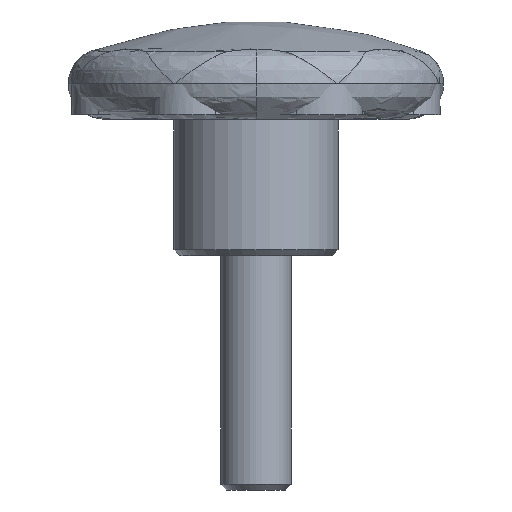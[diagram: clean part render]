
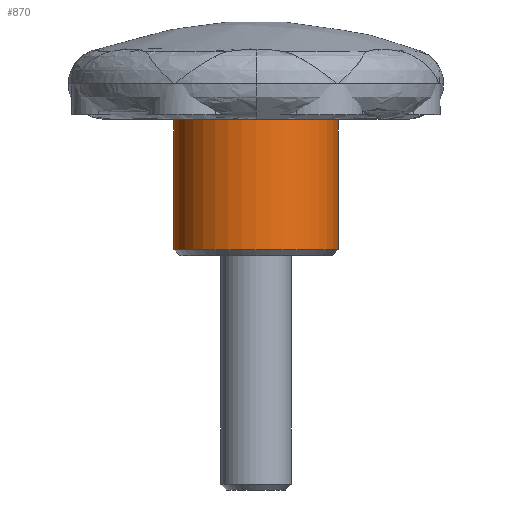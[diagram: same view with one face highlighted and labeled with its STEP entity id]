
A CAD part, front view. The second image highlights one B-rep face of the part: STEP entity #870.
In plain terms, the highlighted cylindrical face has radius 7 mm (diameter 14 mm), a partial arc.
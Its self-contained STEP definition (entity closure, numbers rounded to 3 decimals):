
#110 = DIRECTION ( 'NONE',  ( 0., 0., -1. ) ) ;
#175 = CYLINDRICAL_SURFACE ( 'NONE', #534, 7. ) ;
#418 = CARTESIAN_POINT ( 'NONE',  ( 7., 0., 12. ) ) ;
#420 = DIRECTION ( 'NONE',  ( 0., 0., 1. ) ) ;
#534 = AXIS2_PLACEMENT_3D ( 'NONE', #1677, #2071, #2106 ) ;
#670 = DIRECTION ( 'NONE',  ( -1., 0., 0. ) ) ;
#677 = ORIENTED_EDGE ( 'NONE', *, *, #1041, .F. ) ;
#726 = CARTESIAN_POINT ( 'NONE',  ( 7., 0., 0.5 ) ) ;
#870 = ADVANCED_FACE ( 'NONE', ( #2622 ), #175, .T. ) ;
#915 = VERTEX_POINT ( 'NONE', #1501 ) ;
#918 = VERTEX_POINT ( 'NONE', #418 ) ;
#1041 = EDGE_CURVE ( 'NONE', #2542, #918, #1730, .T. ) ;
#1146 = ORIENTED_EDGE ( 'NONE', *, *, #1602, .F. ) ;
#1167 = CIRCLE ( 'NONE', #2099, 7. ) ;
#1189 = VERTEX_POINT ( 'NONE', #726 ) ;
#1258 = CARTESIAN_POINT ( 'NONE',  ( 0., 0., 12. ) ) ;
#1267 = LINE ( 'NONE', #1372, #2143 ) ;
#1372 = CARTESIAN_POINT ( 'NONE',  ( 7., 0., 22. ) ) ;
#1419 = CARTESIAN_POINT ( 'NONE',  ( -7., 0., 22. ) ) ;
#1501 = CARTESIAN_POINT ( 'NONE',  ( -7., 0., 0.5 ) ) ;
#1531 = LINE ( 'NONE', #1419, #1863 ) ;
#1557 = CARTESIAN_POINT ( 'NONE',  ( -7., 0., 12. ) ) ;
#1602 = EDGE_CURVE ( 'NONE', #918, #1189, #1267, .T. ) ;
#1649 = CARTESIAN_POINT ( 'NONE',  ( 0., 0., 0.5 ) ) ;
#1654 = DIRECTION ( 'NONE',  ( -1., 0., 0. ) ) ;
#1677 = CARTESIAN_POINT ( 'NONE',  ( 0., 0., 22. ) ) ;
#1730 = CIRCLE ( 'NONE', #2005, 7. ) ;
#1819 = EDGE_LOOP ( 'NONE', ( #1146, #677, #2342, #2176 ) ) ;
#1863 = VECTOR ( 'NONE', #2485, 1000. ) ;
#1967 = EDGE_CURVE ( 'NONE', #915, #1189, #1167, .T. ) ;
#2005 = AXIS2_PLACEMENT_3D ( 'NONE', #1258, #420, #670 ) ;
#2071 = DIRECTION ( 'NONE',  ( 0., 0., -1. ) ) ;
#2099 = AXIS2_PLACEMENT_3D ( 'NONE', #1649, #2272, #1654 ) ;
#2106 = DIRECTION ( 'NONE',  ( -1., 0., 0. ) ) ;
#2143 = VECTOR ( 'NONE', #110, 1000. ) ;
#2176 = ORIENTED_EDGE ( 'NONE', *, *, #1967, .T. ) ;
#2272 = DIRECTION ( 'NONE',  ( 0., 0., 1. ) ) ;
#2342 = ORIENTED_EDGE ( 'NONE', *, *, #2372, .T. ) ;
#2372 = EDGE_CURVE ( 'NONE', #2542, #915, #1531, .T. ) ;
#2485 = DIRECTION ( 'NONE',  ( 0., 0., -1. ) ) ;
#2542 = VERTEX_POINT ( 'NONE', #1557 ) ;
#2622 = FACE_OUTER_BOUND ( 'NONE', #1819, .T. ) ;
